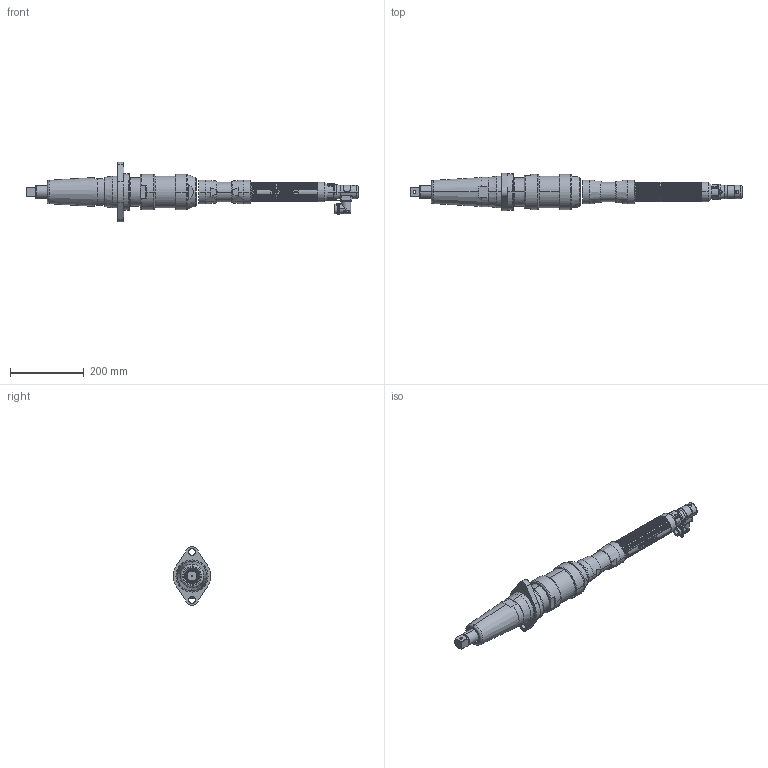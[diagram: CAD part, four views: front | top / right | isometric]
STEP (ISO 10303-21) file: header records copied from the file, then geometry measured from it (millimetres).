
FILE_DESCRIPTION((''),'2;1');
FILE_NAME('EB55MB5F1-1500R','2013-06-20T',('MAM0508'),(''),'PRO/ENGINEER BY PARAMETRIC TECHNOLOGY CORPORATION, 2010430','PRO/ENGINEER BY PARAMETRIC TECHNOLOGY CORPORATION, 2010430','');
FILE_SCHEMA(('CONFIG_CONTROL_DESIGN'));
Length unit declared in the file: inch
Products named in the file (1): EB55MB5F1-1500R
Bounding box: 897.57 x 101.25 x 160.35 mm (x, y, z)
Surface area: 257594.6 mm2 (no closed solid volume)
Topology: 0 solids, 97 shells, 397 faces, 2703 edges, 2306 vertices
Faces by surface type: cylinder 192, plane 111, cone 39, torus 34, bspline 19, extrusion 2
Entity records: 32452 total; most frequent: CARTESIAN_POINT 13769, DIRECTION 3389, ORIENTED_EDGE 3299, EDGE_CURVE 2703, VERTEX_POINT 2306, VECTOR 1379, LINE 1377, AXIS2_PLACEMENT_3D 1005
